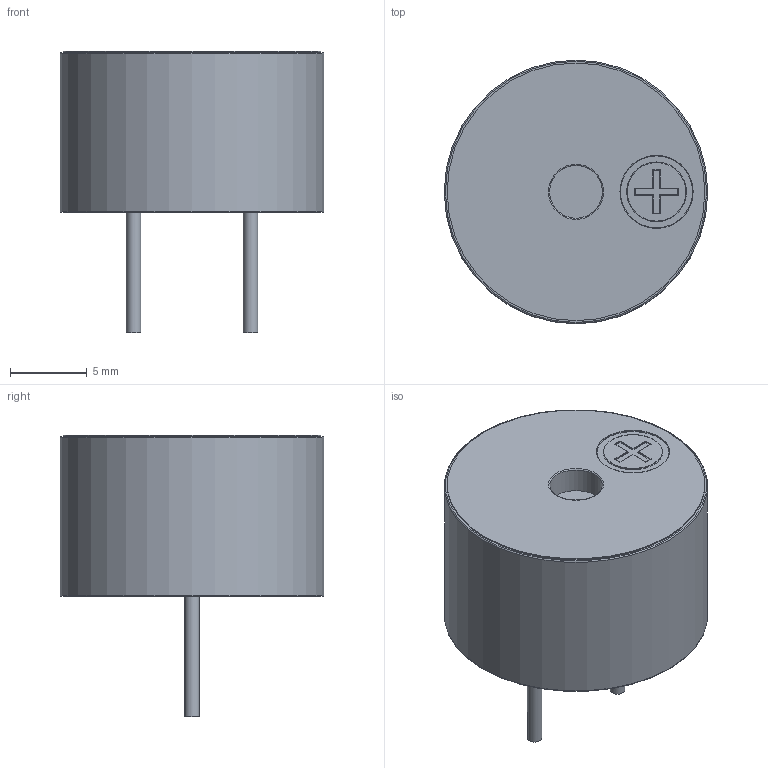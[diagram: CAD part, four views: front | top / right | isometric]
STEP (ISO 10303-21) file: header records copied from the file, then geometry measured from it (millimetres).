
FILE_DESCRIPTION(/* description */ (''),/* implementation_level */ '2;1');
FILE_NAME(/* name */ '',/* time_stamp */ '2024-10-20T14:36:49+09:00',/* author */ (''),/* organization */ (''),/* preprocessor_version */ 'ST-DEVELOPER v20',/* originating_system */ 'Autodesk Translation Framework v13.20.0.188',/* authorisation */ '');
FILE_SCHEMA (('AUTOMOTIVE_DESIGN { 1 0 10303 214 3 1 1 }'));
Length unit declared in the file: millimetre
Products named in the file (1): BUZZER
Bounding box: 17.14 x 17.14 x 18.29 mm (x, y, z)
Volume: 2209.4 mm3; surface area: 1121.9 mm2
Topology: 1 solids, 1 shells, 101 faces, 230 edges, 143 vertices
Faces by surface type: plane 56, cylinder 35, torus 7, bspline 2, cone 1
Full cylindrical faces by diameter (mm): 0.953 x4, 3.429 x1, 3.81 x1, 4.763 x1, 16.764 x1, 17.145 x1
Entity records: 3248 total; most frequent: CARTESIAN_POINT 843, DIRECTION 486, ORIENTED_EDGE 460, EDGE_CURVE 230, AXIS2_PLACEMENT_3D 168, LINE 150, VECTOR 150, VERTEX_POINT 143
